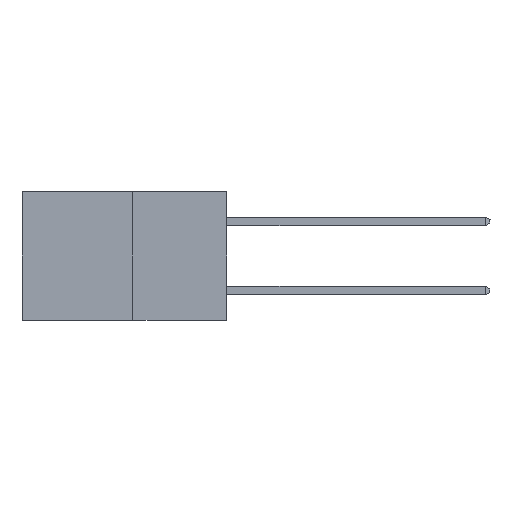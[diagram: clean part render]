
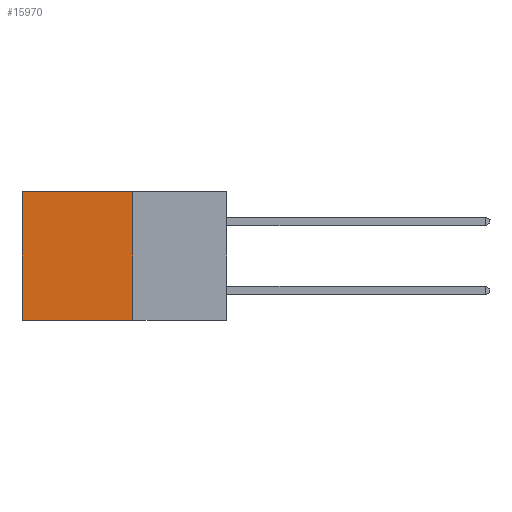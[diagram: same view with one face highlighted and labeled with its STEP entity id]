
A CAD part, left-side view. The second image highlights one B-rep face of the part: STEP entity #15970.
In plain terms, the highlighted planar face has unit normal (-1, 0, 0).
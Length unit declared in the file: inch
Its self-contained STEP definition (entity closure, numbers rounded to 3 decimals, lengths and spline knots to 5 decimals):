
#1573 = ORIENTED_EDGE ( 'NONE', *, *, #7491, .T. ) ;
#1713 = CARTESIAN_POINT ( 'NONE',  ( 0.277, 0.27, 0. ) ) ;
#2308 = LINE ( 'NONE', #18813, #18015 ) ;
#2824 = AXIS2_PLACEMENT_3D ( 'NONE', #3959, #14315, #5400 ) ;
#3089 = DIRECTION ( 'NONE',  ( 0., 0., -1. ) ) ;
#3575 = CARTESIAN_POINT ( 'NONE',  ( 0.277, 0.27, 0. ) ) ;
#3947 = DIRECTION ( 'NONE',  ( 0., 1., 0. ) ) ;
#3959 = CARTESIAN_POINT ( 'NONE',  ( 0.277, 0.27, -0.37 ) ) ;
#5400 = DIRECTION ( 'NONE',  ( 0., 0., -1. ) ) ;
#5533 = LINE ( 'NONE', #16889, #9056 ) ;
#6850 = PLANE ( 'NONE',  #2824 ) ;
#7491 = EDGE_CURVE ( 'NONE', #7551, #16695, #9037, .T. ) ;
#7551 = VERTEX_POINT ( 'NONE', #1713 ) ;
#7657 = EDGE_CURVE ( 'NONE', #7551, #9982, #2308, .T. ) ;
#7712 = FACE_OUTER_BOUND ( 'NONE', #8893, .T. ) ;
#7789 = LINE ( 'NONE', #15249, #14776 ) ;
#8567 = VECTOR ( 'NONE', #3947, 39.37008 ) ;
#8893 = EDGE_LOOP ( 'NONE', ( #15489, #18012, #14799, #1573 ) ) ;
#9037 = LINE ( 'NONE', #3575, #8567 ) ;
#9056 = VECTOR ( 'NONE', #3089, 39.37008 ) ;
#9190 = CARTESIAN_POINT ( 'NONE',  ( 0.277, 0.27, -0.37 ) ) ;
#9982 = VERTEX_POINT ( 'NONE', #9190 ) ;
#11354 = EDGE_CURVE ( 'NONE', #16695, #17270, #5533, .T. ) ;
#12932 = CARTESIAN_POINT ( 'NONE',  ( 0.277, 0.59, 0. ) ) ;
#13155 = EDGE_CURVE ( 'NONE', #9982, #17270, #7789, .T. ) ;
#14315 = DIRECTION ( 'NONE',  ( 1., 0., 0. ) ) ;
#14776 = VECTOR ( 'NONE', #14816, 39.37008 ) ;
#14799 = ORIENTED_EDGE ( 'NONE', *, *, #7657, .F. ) ;
#14816 = DIRECTION ( 'NONE',  ( 0., 1., 0. ) ) ;
#15249 = CARTESIAN_POINT ( 'NONE',  ( 0.277, 0.27, -0.37 ) ) ;
#15489 = ORIENTED_EDGE ( 'NONE', *, *, #11354, .T. ) ;
#15970 = ADVANCED_FACE ( 'NONE', ( #7712 ), #6850, .F. ) ;
#16695 = VERTEX_POINT ( 'NONE', #12932 ) ;
#16889 = CARTESIAN_POINT ( 'NONE',  ( 0.277, 0.59, -0.37 ) ) ;
#17270 = VERTEX_POINT ( 'NONE', #18602 ) ;
#18012 = ORIENTED_EDGE ( 'NONE', *, *, #13155, .F. ) ;
#18015 = VECTOR ( 'NONE', #18287, 39.37008 ) ;
#18287 = DIRECTION ( 'NONE',  ( 0., 0., -1. ) ) ;
#18602 = CARTESIAN_POINT ( 'NONE',  ( 0.277, 0.59, -0.37 ) ) ;
#18813 = CARTESIAN_POINT ( 'NONE',  ( 0.277, 0.27, -0.37 ) ) ;
